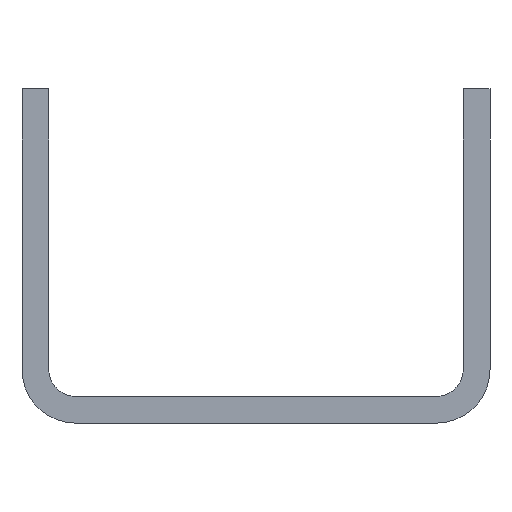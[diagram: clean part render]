
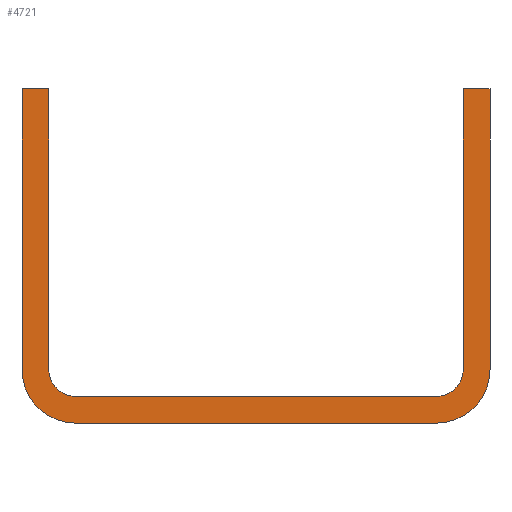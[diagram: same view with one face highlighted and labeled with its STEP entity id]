
A CAD part, front view. The second image highlights one B-rep face of the part: STEP entity #4721.
In plain terms, the highlighted planar face has unit normal (0, -1, 0).
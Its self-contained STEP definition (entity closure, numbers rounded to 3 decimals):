
#2=DIRECTION('',(0.,0.,-1.));
#3=VECTOR('',#2,42.);
#4=CARTESIAN_POINT('',(35.,0.,25.));
#5=LINE('',#4,#3);
#6=CARTESIAN_POINT('',(27.,0.,-17.));
#7=DIRECTION('',(0.,1.,0.));
#8=DIRECTION('',(1.,0.,0.));
#9=AXIS2_PLACEMENT_3D('',#6,#7,#8);
#11=DIRECTION('',(-1.,0.,0.));
#12=VECTOR('',#11,54.);
#13=CARTESIAN_POINT('',(27.,0.,-25.));
#14=LINE('',#13,#12);
#15=CARTESIAN_POINT('',(-27.,0.,-17.));
#16=DIRECTION('',(0.,1.,0.));
#17=DIRECTION('',(0.,0.,-1.));
#18=AXIS2_PLACEMENT_3D('',#15,#16,#17);
#20=DIRECTION('',(0.,0.,1.));
#21=VECTOR('',#20,42.);
#22=CARTESIAN_POINT('',(-35.,0.,-17.));
#23=LINE('',#22,#21);
#24=DIRECTION('',(1.,0.,0.));
#25=VECTOR('',#24,4.);
#26=CARTESIAN_POINT('',(-35.,0.,25.));
#27=LINE('',#26,#25);
#28=DIRECTION('',(0.,0.,-1.));
#29=VECTOR('',#28,42.);
#30=CARTESIAN_POINT('',(-31.,0.,25.));
#31=LINE('',#30,#29);
#32=CARTESIAN_POINT('',(-27.,0.,-17.));
#33=DIRECTION('',(0.,-1.,0.));
#34=DIRECTION('',(-1.,0.,0.));
#35=AXIS2_PLACEMENT_3D('',#32,#33,#34);
#37=DIRECTION('',(1.,0.,0.));
#38=VECTOR('',#37,54.);
#39=CARTESIAN_POINT('',(-27.,0.,-21.));
#40=LINE('',#39,#38);
#41=CARTESIAN_POINT('',(27.,0.,-17.));
#42=DIRECTION('',(0.,-1.,0.));
#43=DIRECTION('',(0.,0.,-1.));
#44=AXIS2_PLACEMENT_3D('',#41,#42,#43);
#46=DIRECTION('',(0.,0.,1.));
#47=VECTOR('',#46,42.);
#48=CARTESIAN_POINT('',(31.,0.,-17.));
#49=LINE('',#48,#47);
#50=DIRECTION('',(1.,0.,0.));
#51=VECTOR('',#50,4.);
#52=CARTESIAN_POINT('',(31.,0.,25.));
#53=LINE('',#52,#51);
#3586=CARTESIAN_POINT('',(35.,0.,25.));
#3587=CARTESIAN_POINT('',(35.,0.,-17.));
#3588=VERTEX_POINT('',#3586);
#3589=VERTEX_POINT('',#3587);
#3590=CARTESIAN_POINT('',(27.,0.,-25.));
#3591=VERTEX_POINT('',#3590);
#3592=CARTESIAN_POINT('',(-27.,0.,-25.));
#3593=VERTEX_POINT('',#3592);
#3594=CARTESIAN_POINT('',(-35.,0.,-17.));
#3595=VERTEX_POINT('',#3594);
#3596=CARTESIAN_POINT('',(-35.,0.,25.));
#3597=VERTEX_POINT('',#3596);
#3598=CARTESIAN_POINT('',(-31.,0.,25.));
#3599=VERTEX_POINT('',#3598);
#3600=CARTESIAN_POINT('',(-31.,0.,-17.));
#3601=VERTEX_POINT('',#3600);
#3602=CARTESIAN_POINT('',(-27.,0.,-21.));
#3603=VERTEX_POINT('',#3602);
#3604=CARTESIAN_POINT('',(27.,0.,-21.));
#3605=VERTEX_POINT('',#3604);
#3606=CARTESIAN_POINT('',(31.,0.,-17.));
#3607=VERTEX_POINT('',#3606);
#3608=CARTESIAN_POINT('',(31.,0.,25.));
#3609=VERTEX_POINT('',#3608);
#4690=CARTESIAN_POINT('',(0.,0.,0.));
#4691=DIRECTION('',(0.,1.,0.));
#4692=DIRECTION('',(1.,0.,0.));
#4693=AXIS2_PLACEMENT_3D('',#4690,#4691,#4692);
#4694=PLANE('',#4693);
#4696=ORIENTED_EDGE('',*,*,#4695,.T.);
#4698=ORIENTED_EDGE('',*,*,#4697,.T.);
#4700=ORIENTED_EDGE('',*,*,#4699,.T.);
#4702=ORIENTED_EDGE('',*,*,#4701,.T.);
#4704=ORIENTED_EDGE('',*,*,#4703,.T.);
#4706=ORIENTED_EDGE('',*,*,#4705,.T.);
#4708=ORIENTED_EDGE('',*,*,#4707,.T.);
#4710=ORIENTED_EDGE('',*,*,#4709,.T.);
#4712=ORIENTED_EDGE('',*,*,#4711,.T.);
#4714=ORIENTED_EDGE('',*,*,#4713,.T.);
#4716=ORIENTED_EDGE('',*,*,#4715,.T.);
#4718=ORIENTED_EDGE('',*,*,#4717,.T.);
#4719=EDGE_LOOP('',(#4696,#4698,#4700,#4702,#4704,#4706,#4708,#4710,#4712,#4714,
#4716,#4718));
#4720=FACE_OUTER_BOUND('',#4719,.F.);
#4721=ADVANCED_FACE('',(#4720),#4694,.F.);
#10=CIRCLE('',#9,8.);
#19=CIRCLE('',#18,8.);
#36=CIRCLE('',#35,4.);
#45=CIRCLE('',#44,4.);
#4695=EDGE_CURVE('',#3588,#3589,#5,.T.);
#4697=EDGE_CURVE('',#3589,#3591,#10,.T.);
#4699=EDGE_CURVE('',#3591,#3593,#14,.T.);
#4701=EDGE_CURVE('',#3593,#3595,#19,.T.);
#4703=EDGE_CURVE('',#3595,#3597,#23,.T.);
#4705=EDGE_CURVE('',#3597,#3599,#27,.T.);
#4707=EDGE_CURVE('',#3599,#3601,#31,.T.);
#4709=EDGE_CURVE('',#3601,#3603,#36,.T.);
#4711=EDGE_CURVE('',#3603,#3605,#40,.T.);
#4713=EDGE_CURVE('',#3605,#3607,#45,.T.);
#4715=EDGE_CURVE('',#3607,#3609,#49,.T.);
#4717=EDGE_CURVE('',#3609,#3588,#53,.T.);
